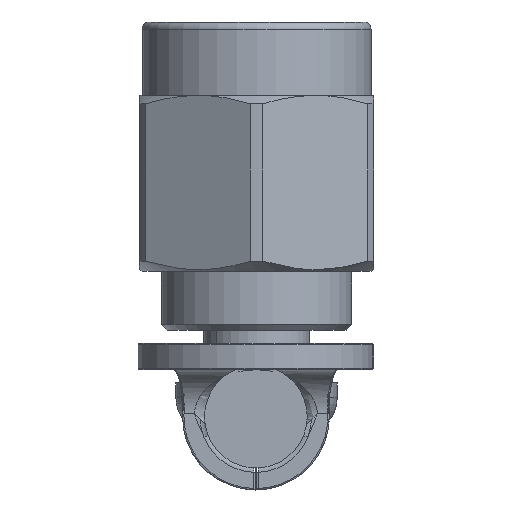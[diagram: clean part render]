
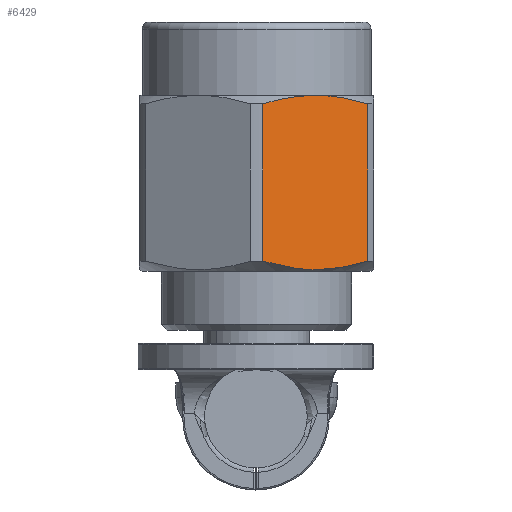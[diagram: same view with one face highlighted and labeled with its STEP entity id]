
A CAD part, front view. The second image highlights one B-rep face of the part: STEP entity #6429.
In plain terms, the highlighted planar face has unit normal (0.5, -0.866, 0).
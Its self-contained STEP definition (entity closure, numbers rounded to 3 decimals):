
#37 = CARTESIAN_POINT ( 'NONE',  ( 3.785, 25.064, 17.873 ) ) ;
#166 = DIRECTION ( 'NONE',  ( -0.5, 0.866, 0. ) ) ;
#184 = CARTESIAN_POINT ( 'NONE',  ( 1.7, 23.859, 18.161 ) ) ;
#207 = VECTOR ( 'NONE', #6560, 1000. ) ;
#783 = CARTESIAN_POINT ( 'NONE',  ( 2., 24.033, 18.161 ) ) ;
#1001 = EDGE_CURVE ( 'NONE', #6572, #3353, #4458, .T. ) ;
#1040 = CARTESIAN_POINT ( 'NONE',  ( 2.295, 24.203, 12.219 ) ) ;
#1143 = CARTESIAN_POINT ( 'NONE',  ( 3.785, 25.064, 17.873 ) ) ;
#1382 = VERTEX_POINT ( 'NONE', #1143 ) ;
#1563 = B_SPLINE_CURVE_WITH_KNOTS ( 'NONE', 3,
 ( #6284, #1613, #3784, #1040, #4257, #4230, #4837, #2056 ),
 .UNSPECIFIED., .F., .F.,
 ( 4, 2, 2, 4 ),
 ( 0., 0.002, 0.003, 0.004 ),
 .UNSPECIFIED. ) ;
#1613 = CARTESIAN_POINT ( 'NONE',  ( 0.8, 23.34, 12.329 ) ) ;
#1802 = AXIS2_PLACEMENT_3D ( 'NONE', #6575, #166, #3969 ) ;
#1872 = EDGE_LOOP ( 'NONE', ( #3834, #5316, #3142, #3411, #5765 ) ) ;
#1935 = CARTESIAN_POINT ( 'NONE',  ( 2., 24.033, 18.161 ) ) ;
#2056 = CARTESIAN_POINT ( 'NONE',  ( 3.785, 25.064, 12.508 ) ) ;
#2136 = DIRECTION ( 'NONE',  ( 0., 0., -1. ) ) ;
#2313 = CARTESIAN_POINT ( 'NONE',  ( 0.215, 23.002, 12.508 ) ) ;
#2663 = CARTESIAN_POINT ( 'NONE',  ( 3.785, 25.064, 12.508 ) ) ;
#2848 = CARTESIAN_POINT ( 'NONE',  ( 0.507, 23.171, 17.962 ) ) ;
#2880 = CARTESIAN_POINT ( 'NONE',  ( 0.215, 23.002, 20.661 ) ) ;
#3142 = ORIENTED_EDGE ( 'NONE', *, *, #5281, .T. ) ;
#3353 = VERTEX_POINT ( 'NONE', #2313 ) ;
#3363 = CARTESIAN_POINT ( 'NONE',  ( 0.215, 23.002, 17.873 ) ) ;
#3411 = ORIENTED_EDGE ( 'NONE', *, *, #1001, .T. ) ;
#3485 = EDGE_CURVE ( 'NONE', #1382, #3816, #4777, .T. ) ;
#3784 = CARTESIAN_POINT ( 'NONE',  ( 1.391, 23.681, 12.22 ) ) ;
#3814 = EDGE_CURVE ( 'NONE', #1382, #6343, #4394, .T. ) ;
#3816 = VERTEX_POINT ( 'NONE', #2663 ) ;
#3834 = ORIENTED_EDGE ( 'NONE', *, *, #3485, .F. ) ;
#3969 = DIRECTION ( 'NONE',  ( -0.866, -0.5, 0. ) ) ;
#4230 = CARTESIAN_POINT ( 'NONE',  ( 3.197, 24.724, 12.345 ) ) ;
#4257 = CARTESIAN_POINT ( 'NONE',  ( 2.6, 24.379, 12.245 ) ) ;
#4357 = VECTOR ( 'NONE', #2136, 1000. ) ;
#4359 = CARTESIAN_POINT ( 'NONE',  ( 1.397, 23.684, 18.134 ) ) ;
#4394 = B_SPLINE_CURVE_WITH_KNOTS ( 'NONE', 3,
 ( #37, #4658, #4719, #4691 ),
 .UNSPECIFIED., .F., .F.,
 ( 4, 4 ),
 ( 0., 0.002 ),
 .UNSPECIFIED. ) ;
#4458 = LINE ( 'NONE', #2880, #207 ) ;
#4549 = CARTESIAN_POINT ( 'NONE',  ( 0.215, 23.002, 17.873 ) ) ;
#4658 = CARTESIAN_POINT ( 'NONE',  ( 3.199, 24.725, 18.052 ) ) ;
#4691 = CARTESIAN_POINT ( 'NONE',  ( 2., 24.033, 18.161 ) ) ;
#4719 = CARTESIAN_POINT ( 'NONE',  ( 2.605, 24.382, 18.161 ) ) ;
#4777 = LINE ( 'NONE', #6327, #4357 ) ;
#4837 = CARTESIAN_POINT ( 'NONE',  ( 3.492, 24.894, 12.418 ) ) ;
#4956 = PLANE ( 'NONE',  #1802 ) ;
#5089 = B_SPLINE_CURVE_WITH_KNOTS ( 'NONE', 3,
 ( #783, #184, #4359, #6458, #2848, #3363 ),
 .UNSPECIFIED., .F., .F.,
 ( 4, 2, 4 ),
 ( 0.002, 0.003, 0.004 ),
 .UNSPECIFIED. ) ;
#5256 = EDGE_CURVE ( 'NONE', #3353, #3816, #1563, .T. ) ;
#5281 = EDGE_CURVE ( 'NONE', #6343, #6572, #5089, .T. ) ;
#5316 = ORIENTED_EDGE ( 'NONE', *, *, #3814, .T. ) ;
#5765 = ORIENTED_EDGE ( 'NONE', *, *, #5256, .T. ) ;
#6053 = FACE_OUTER_BOUND ( 'NONE', #1872, .T. ) ;
#6284 = CARTESIAN_POINT ( 'NONE',  ( 0.215, 23.002, 12.508 ) ) ;
#6327 = CARTESIAN_POINT ( 'NONE',  ( 3.785, 25.064, 20.661 ) ) ;
#6343 = VERTEX_POINT ( 'NONE', #1935 ) ;
#6429 = ADVANCED_FACE ( 'NONE', ( #6053 ), #4956, .F. ) ;
#6458 = CARTESIAN_POINT ( 'NONE',  ( 0.801, 23.341, 18.035 ) ) ;
#6560 = DIRECTION ( 'NONE',  ( 0., 0., -1. ) ) ;
#6572 = VERTEX_POINT ( 'NONE', #4549 ) ;
#6575 = CARTESIAN_POINT ( 'NONE',  ( 0.215, 23.002, 20.661 ) ) ;
